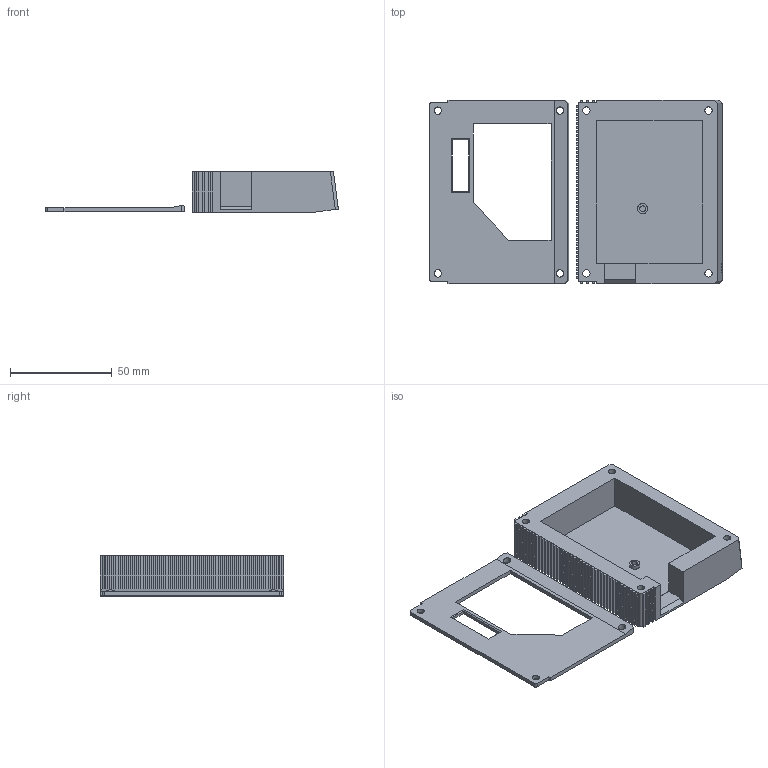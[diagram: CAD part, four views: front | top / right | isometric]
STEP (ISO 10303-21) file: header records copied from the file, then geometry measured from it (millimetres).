
FILE_DESCRIPTION(('HOOPS Exchange Step'),'2;1');
FILE_NAME('temp_export','2026-01-12T21:56:13+19:00',('kq4wlc'),('Shapr3D Limited'),'HOOPS Exchange 2025.7','Shapr3D','Authorized');
FILE_SCHEMA( ('AP242_MANAGED_MODEL_BASED_3D_ENGINEERING_MIM_LF {1 0 10303 442 1 1 4}') );
Length unit declared in the file: millimetre
Products named in the file (4): Imported; Linear Pattern 01; temp_import; root
Assembly tree (3 placements, depth 2):
  root
    Imported
    Linear Pattern 01
    temp_import
Bounding box: 143.8 x 90 x 19.8 mm (x, y, z)
Volume: 67469.4 mm3; surface area: 37776.3 mm2
Topology: 51 solids, 51 shells, 382 faces, 830 edges, 554 vertices
Faces by surface type: plane 364, cylinder 18
Full cylindrical faces by diameter (mm): 2.8 x1, 3.6 x8, 5 x1
Entity records: 10339 total; most frequent: CARTESIAN_POINT 1774, ORIENTED_EDGE 1660, DIRECTION 1652, EDGE_CURVE 830, VECTOR 788, LINE 788, VERTEX_POINT 554, AXIS2_PLACEMENT_3D 432
